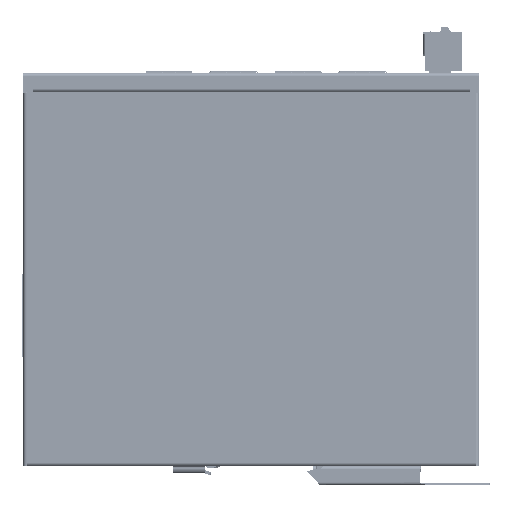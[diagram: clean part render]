
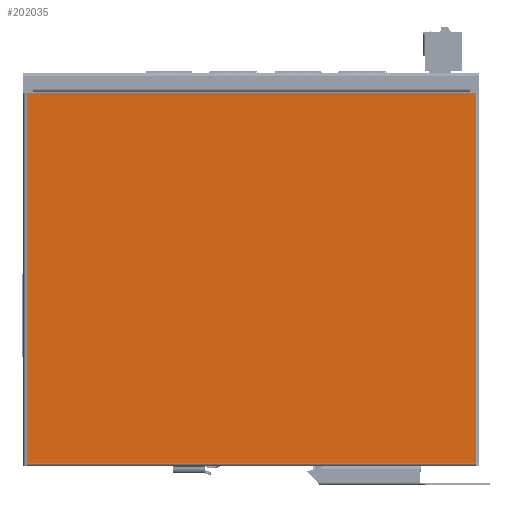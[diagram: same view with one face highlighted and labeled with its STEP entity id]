
A CAD part, left-side view. The second image highlights one B-rep face of the part: STEP entity #202035.
In plain terms, the highlighted planar face has unit normal (-1, 0, 0).
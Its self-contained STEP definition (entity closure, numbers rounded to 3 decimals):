
#6794 = LINE ( 'NONE', #344125, #226348 ) ;
#9117 = EDGE_CURVE ( 'NONE', #307561, #24242, #6794, .T. ) ;
#15176 = VERTEX_POINT ( 'NONE', #277175 ) ;
#24242 = VERTEX_POINT ( 'NONE', #107264 ) ;
#26507 = EDGE_CURVE ( 'NONE', #307561, #172383, #53844, .T. ) ;
#27401 = AXIS2_PLACEMENT_3D ( 'NONE', #194096, #353438, #134787 ) ;
#53844 = LINE ( 'NONE', #176510, #237307 ) ;
#70355 = EDGE_LOOP ( 'NONE', ( #301485, #258512, #317539, #132598 ) ) ;
#107264 = CARTESIAN_POINT ( 'NONE',  ( -22.5, 1.1, -123.9 ) ) ;
#107438 = DIRECTION ( 'NONE',  ( 0., 0., 1. ) ) ;
#126158 = CARTESIAN_POINT ( 'NONE',  ( -22.5, 143.9, -123.9 ) ) ;
#132547 = LINE ( 'NONE', #257209, #255945 ) ;
#132598 = ORIENTED_EDGE ( 'NONE', *, *, #303972, .T. ) ;
#132762 = FACE_OUTER_BOUND ( 'NONE', #70355, .T. ) ;
#134787 = DIRECTION ( 'NONE',  ( 0., 0., -1. ) ) ;
#149857 = DIRECTION ( 'NONE',  ( 0., 0., 1. ) ) ;
#172383 = VERTEX_POINT ( 'NONE', #238517 ) ;
#176510 = CARTESIAN_POINT ( 'NONE',  ( -22.5, 143.9, -125. ) ) ;
#194096 = CARTESIAN_POINT ( 'NONE',  ( -22.5, 0., 0. ) ) ;
#196837 = DIRECTION ( 'NONE',  ( 0., -1., 0. ) ) ;
#202035 = ADVANCED_FACE ( 'NONE', ( #132762 ), #384107, .F. ) ;
#226348 = VECTOR ( 'NONE', #196837, 1000. ) ;
#237307 = VECTOR ( 'NONE', #149857, 1000. ) ;
#238517 = CARTESIAN_POINT ( 'NONE',  ( -22.5, 143.9, -6.2 ) ) ;
#255945 = VECTOR ( 'NONE', #107438, 1000. ) ;
#257209 = CARTESIAN_POINT ( 'NONE',  ( -22.5, 1.1, -125. ) ) ;
#258512 = ORIENTED_EDGE ( 'NONE', *, *, #26507, .F. ) ;
#277175 = CARTESIAN_POINT ( 'NONE',  ( -22.5, 1.1, -6.2 ) ) ;
#284306 = CARTESIAN_POINT ( 'NONE',  ( -22.5, 145., -6.2 ) ) ;
#291459 = VECTOR ( 'NONE', #349663, 1000. ) ;
#301485 = ORIENTED_EDGE ( 'NONE', *, *, #379623, .F. ) ;
#303972 = EDGE_CURVE ( 'NONE', #24242, #15176, #132547, .T. ) ;
#307561 = VERTEX_POINT ( 'NONE', #126158 ) ;
#317539 = ORIENTED_EDGE ( 'NONE', *, *, #9117, .T. ) ;
#344125 = CARTESIAN_POINT ( 'NONE',  ( -22.5, 143.9, -123.9 ) ) ;
#349663 = DIRECTION ( 'NONE',  ( 0., -1., 0. ) ) ;
#353438 = DIRECTION ( 'NONE',  ( 1., 0., 0. ) ) ;
#379623 = EDGE_CURVE ( 'NONE', #172383, #15176, #382319, .T. ) ;
#382319 = LINE ( 'NONE', #284306, #291459 ) ;
#384107 = PLANE ( 'NONE',  #27401 ) ;
